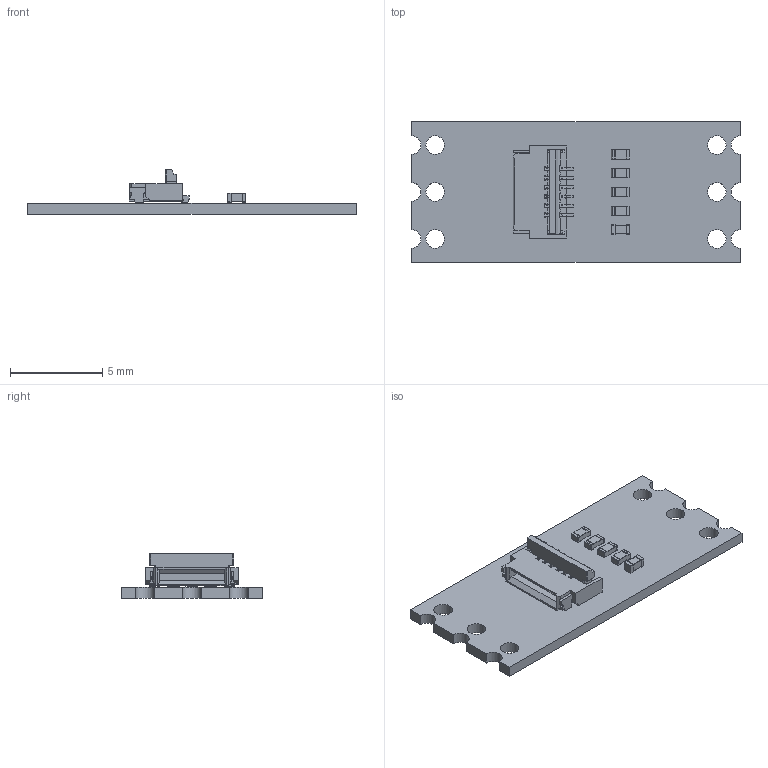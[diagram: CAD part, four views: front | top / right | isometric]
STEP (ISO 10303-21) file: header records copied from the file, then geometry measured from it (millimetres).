
FILE_DESCRIPTION(('KiCad electronic assembly'),'2;1');
FILE_NAME('touch-6pin-adapter.step','2024-05-02T16:58:33',('Pcbnew'),( 'Kicad'),'Open CASCADE STEP processor 7.7','KiCad to STEP converter' ,'Unknown');
FILE_SCHEMA(('AUTOMOTIVE_DESIGN { 1 0 10303 214 1 1 1 1 }'));
Length unit declared in the file: millimetre
Products named in the file (8): touch-6pin-adapter 1; HRS_FH34SRJ-6S-0.5SH_50; FH34SRJ-6S_ACTUATOROPEN.PRT; C_0402_1005Metric; R_0402_1005Metric; touch-6pin-adapter_PCB
Assembly tree (10 placements, depth 3):
  touch-6pin-adapter 1
    HRS_FH34SRJ-6S-0.5SH_50
      FH34SRJ-6S_ACTUATOROPEN.PRT
    C_0402_1005Metric
      C_0402_1005Metric
    R_0402_1005Metric  x4
      R_0402_1005Metric
    touch-6pin-adapter_PCB
Bounding box: 17.78 x 7.62 x 2.42 mm (x, y, z)
Volume: 89.4 mm3; surface area: 395.8 mm2
Topology: 7 solids, 7 shells, 634 faces, 1822 edges, 1200 vertices
Faces by surface type: plane 514, cylinder 120
Full cylindrical faces by diameter (mm): 1 x6
Entity records: 18754 total; most frequent: CARTESIAN_POINT 3253, ORIENTED_EDGE 3236, DIRECTION 2970, EDGE_CURVE 1618, LINE 1400, VECTOR 1400, VERTEX_POINT 1068, AXIS2_PLACEMENT_3D 785
